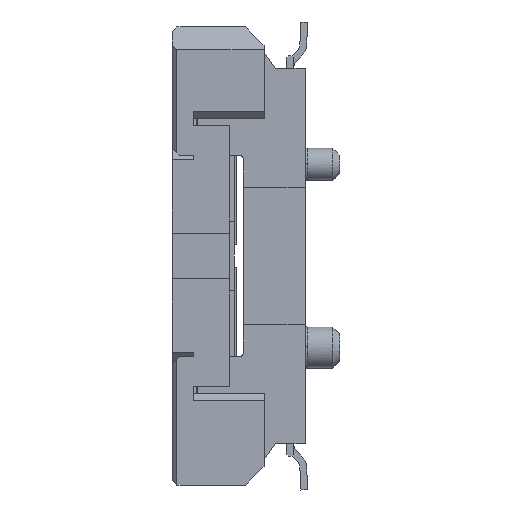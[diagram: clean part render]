
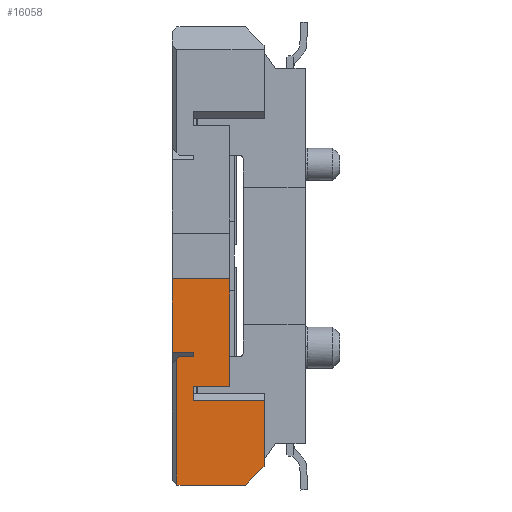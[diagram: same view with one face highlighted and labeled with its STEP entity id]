
A CAD part, left-side view. The second image highlights one B-rep face of the part: STEP entity #16058.
In plain terms, the highlighted planar face has unit normal (-1, 0, 0).
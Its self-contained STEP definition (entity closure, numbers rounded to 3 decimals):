
#23 = PLANE ( 'NONE',  #16239 ) ;
#146 = VERTEX_POINT ( 'NONE', #5013 ) ;
#149 = VECTOR ( 'NONE', #18243, 1000. ) ;
#158 = LINE ( 'NONE', #964, #149 ) ;
#499 = DIRECTION ( 'NONE',  ( 0., 0., 1. ) ) ;
#552 = VERTEX_POINT ( 'NONE', #11195 ) ;
#900 = LINE ( 'NONE', #18564, #30657 ) ;
#964 = CARTESIAN_POINT ( 'NONE',  ( -4.25, 1.65, -3.6 ) ) ;
#1294 = DIRECTION ( 'NONE',  ( 0., -1., 0. ) ) ;
#1729 = EDGE_CURVE ( 'NONE', #15428, #17428, #20072, .T. ) ;
#1870 = ORIENTED_EDGE ( 'NONE', *, *, #36176, .F. ) ;
#2039 = EDGE_LOOP ( 'NONE', ( #3453, #27435, #8780, #25870, #16290, #32288, #12366, #32645, #18209, #35166, #16044, #4288, #21418, #1870 ) ) ;
#2955 = DIRECTION ( 'NONE',  ( 0., 0., -1. ) ) ;
#3453 = ORIENTED_EDGE ( 'NONE', *, *, #10986, .T. ) ;
#3547 = CARTESIAN_POINT ( 'NONE',  ( -4.25, 2.05, -5. ) ) ;
#4288 = ORIENTED_EDGE ( 'NONE', *, *, #18198, .F. ) ;
#5013 = CARTESIAN_POINT ( 'NONE',  ( -4.25, 2.8, -2.25 ) ) ;
#5911 = CARTESIAN_POINT ( 'NONE',  ( -4.25, 2.75, -2.2 ) ) ;
#6234 = CARTESIAN_POINT ( 'NONE',  ( -4.25, 2.9, -3.6 ) ) ;
#6929 = VECTOR ( 'NONE', #31466, 1000. ) ;
#7151 = VECTOR ( 'NONE', #499, 1000. ) ;
#7541 = VERTEX_POINT ( 'NONE', #29351 ) ;
#8246 = DIRECTION ( 'NONE',  ( 0., 0., -1. ) ) ;
#8388 = VECTOR ( 'NONE', #8246, 1000. ) ;
#8436 = LINE ( 'NONE', #30154, #30449 ) ;
#8604 = EDGE_CURVE ( 'NONE', #20832, #19618, #11326, .T. ) ;
#8652 = CARTESIAN_POINT ( 'NONE',  ( -4.25, 2.45, -2.85 ) ) ;
#8780 = ORIENTED_EDGE ( 'NONE', *, *, #1729, .F. ) ;
#9832 = LINE ( 'NONE', #3547, #10726 ) ;
#9970 = CARTESIAN_POINT ( 'NONE',  ( -4.25, 2.9, -0.5 ) ) ;
#10296 = DIRECTION ( 'NONE',  ( 0., -1., 0. ) ) ;
#10726 = VECTOR ( 'NONE', #23717, 1000. ) ;
#10986 = EDGE_CURVE ( 'NONE', #146, #23550, #29878, .T. ) ;
#11195 = CARTESIAN_POINT ( 'NONE',  ( -4.25, 2.45, -3.15 ) ) ;
#11211 = VECTOR ( 'NONE', #34292, 1000. ) ;
#11326 = LINE ( 'NONE', #16978, #11211 ) ;
#11813 = CARTESIAN_POINT ( 'NONE',  ( -4.25, 2.45, -2.1 ) ) ;
#11923 = CARTESIAN_POINT ( 'NONE',  ( -4.25, 2.45, -3.6 ) ) ;
#12366 = ORIENTED_EDGE ( 'NONE', *, *, #35470, .T. ) ;
#12507 = CARTESIAN_POINT ( 'NONE',  ( -4.25, 2.45, -2.2 ) ) ;
#12903 = DIRECTION ( 'NONE',  ( 0., 0., 1. ) ) ;
#13020 = VECTOR ( 'NONE', #36019, 1000. ) ;
#13759 = VECTOR ( 'NONE', #19834, 1000. ) ;
#13999 = EDGE_CURVE ( 'NONE', #7541, #24668, #15661, .T. ) ;
#15082 = LINE ( 'NONE', #25473, #8388 ) ;
#15224 = LINE ( 'NONE', #21871, #29652 ) ;
#15428 = VERTEX_POINT ( 'NONE', #33602 ) ;
#15542 = EDGE_CURVE ( 'NONE', #33072, #552, #15082, .T. ) ;
#15661 = LINE ( 'NONE', #6234, #7151 ) ;
#16044 = ORIENTED_EDGE ( 'NONE', *, *, #29787, .T. ) ;
#16058 = ADVANCED_FACE ( 'NONE', ( #37026 ), #23, .F. ) ;
#16239 = AXIS2_PLACEMENT_3D ( 'NONE', #22985, #20207, #2955 ) ;
#16290 = ORIENTED_EDGE ( 'NONE', *, *, #27143, .F. ) ;
#16948 = EDGE_CURVE ( 'NONE', #35594, #19658, #158, .T. ) ;
#16978 = CARTESIAN_POINT ( 'NONE',  ( -4.25, 1.85, -2.2 ) ) ;
#17428 = VERTEX_POINT ( 'NONE', #29477 ) ;
#18198 = EDGE_CURVE ( 'NONE', #19618, #30633, #18257, .T. ) ;
#18209 = ORIENTED_EDGE ( 'NONE', *, *, #36792, .F. ) ;
#18243 = DIRECTION ( 'NONE',  ( 0., 0., -1. ) ) ;
#18257 = LINE ( 'NONE', #11923, #33538 ) ;
#18564 = CARTESIAN_POINT ( 'NONE',  ( -4.25, 2.05, -2.85 ) ) ;
#19092 = CARTESIAN_POINT ( 'NONE',  ( -4.25, 0.9, -4.6 ) ) ;
#19550 = VECTOR ( 'NONE', #21981, 1000. ) ;
#19618 = VERTEX_POINT ( 'NONE', #12507 ) ;
#19658 = VERTEX_POINT ( 'NONE', #21200 ) ;
#19834 = DIRECTION ( 'NONE',  ( 0., -1., 0. ) ) ;
#20072 = LINE ( 'NONE', #19092, #19550 ) ;
#20136 = LINE ( 'NONE', #24655, #33584 ) ;
#20207 = DIRECTION ( 'NONE',  ( 1., 0., 0. ) ) ;
#20832 = VERTEX_POINT ( 'NONE', #5911 ) ;
#21200 = CARTESIAN_POINT ( 'NONE',  ( -4.25, 1.65, -2.85 ) ) ;
#21418 = ORIENTED_EDGE ( 'NONE', *, *, #8604, .F. ) ;
#21603 = LINE ( 'NONE', #33211, #13020 ) ;
#21871 = CARTESIAN_POINT ( 'NONE',  ( -4.25, 1.85, -0.5 ) ) ;
#21981 = DIRECTION ( 'NONE',  ( 0., 0.707, -0.707 ) ) ;
#22906 = CARTESIAN_POINT ( 'NONE',  ( -4.25, 2.8, -5. ) ) ;
#22985 = CARTESIAN_POINT ( 'NONE',  ( -4.25, 1.85, -3.6 ) ) ;
#23550 = VERTEX_POINT ( 'NONE', #22906 ) ;
#23717 = DIRECTION ( 'NONE',  ( 0., -1., 0. ) ) ;
#24655 = CARTESIAN_POINT ( 'NONE',  ( -4.25, 1.85, -3.15 ) ) ;
#24668 = VERTEX_POINT ( 'NONE', #9970 ) ;
#25473 = CARTESIAN_POINT ( 'NONE',  ( -4.25, 2.45, -3.6 ) ) ;
#25870 = ORIENTED_EDGE ( 'NONE', *, *, #29535, .T. ) ;
#27143 = EDGE_CURVE ( 'NONE', #552, #31487, #20136, .T. ) ;
#27435 = ORIENTED_EDGE ( 'NONE', *, *, #34784, .T. ) ;
#27666 = DIRECTION ( 'NONE',  ( 0., -1., 0. ) ) ;
#28573 = CARTESIAN_POINT ( 'NONE',  ( -4.25, 2.8, -3.625 ) ) ;
#29096 = LINE ( 'NONE', #36950, #13759 ) ;
#29351 = CARTESIAN_POINT ( 'NONE',  ( -4.25, 2.9, -2.1 ) ) ;
#29477 = CARTESIAN_POINT ( 'NONE',  ( -4.25, 1.3, -5. ) ) ;
#29535 = EDGE_CURVE ( 'NONE', #15428, #31487, #8436, .T. ) ;
#29652 = VECTOR ( 'NONE', #27666, 1000. ) ;
#29787 = EDGE_CURVE ( 'NONE', #7541, #30633, #29096, .T. ) ;
#29878 = LINE ( 'NONE', #28573, #6929 ) ;
#30154 = CARTESIAN_POINT ( 'NONE',  ( -4.25, 0.9, -3.8 ) ) ;
#30449 = VECTOR ( 'NONE', #12903, 1000. ) ;
#30633 = VERTEX_POINT ( 'NONE', #11813 ) ;
#30634 = CARTESIAN_POINT ( 'NONE',  ( -4.25, 1.65, -0.5 ) ) ;
#30657 = VECTOR ( 'NONE', #1294, 1000. ) ;
#31466 = DIRECTION ( 'NONE',  ( 0., 0., -1. ) ) ;
#31487 = VERTEX_POINT ( 'NONE', #35318 ) ;
#32063 = DIRECTION ( 'NONE',  ( 0., 0., 1. ) ) ;
#32288 = ORIENTED_EDGE ( 'NONE', *, *, #15542, .F. ) ;
#32645 = ORIENTED_EDGE ( 'NONE', *, *, #16948, .F. ) ;
#33072 = VERTEX_POINT ( 'NONE', #8652 ) ;
#33211 = CARTESIAN_POINT ( 'NONE',  ( -4.25, 2.8, -2.25 ) ) ;
#33538 = VECTOR ( 'NONE', #32063, 1000. ) ;
#33584 = VECTOR ( 'NONE', #10296, 1000. ) ;
#33602 = CARTESIAN_POINT ( 'NONE',  ( -4.25, 0.9, -4.6 ) ) ;
#34292 = DIRECTION ( 'NONE',  ( 0., -1., 0. ) ) ;
#34784 = EDGE_CURVE ( 'NONE', #23550, #17428, #9832, .T. ) ;
#35166 = ORIENTED_EDGE ( 'NONE', *, *, #13999, .F. ) ;
#35318 = CARTESIAN_POINT ( 'NONE',  ( -4.25, 0.9, -3.15 ) ) ;
#35470 = EDGE_CURVE ( 'NONE', #33072, #19658, #900, .T. ) ;
#35594 = VERTEX_POINT ( 'NONE', #30634 ) ;
#36019 = DIRECTION ( 'NONE',  ( 0., -0.707, 0.707 ) ) ;
#36176 = EDGE_CURVE ( 'NONE', #146, #20832, #21603, .T. ) ;
#36792 = EDGE_CURVE ( 'NONE', #24668, #35594, #15224, .T. ) ;
#36950 = CARTESIAN_POINT ( 'NONE',  ( -4.25, 2.6, -2.1 ) ) ;
#37026 = FACE_OUTER_BOUND ( 'NONE', #2039, .T. ) ;
